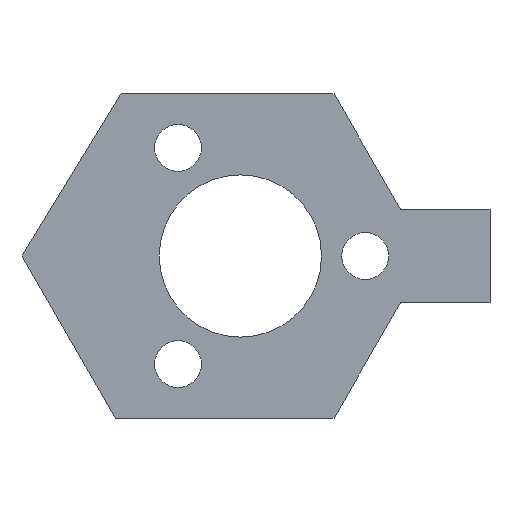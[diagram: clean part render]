
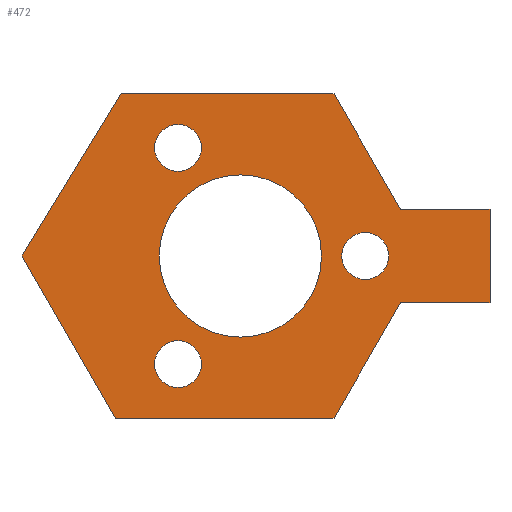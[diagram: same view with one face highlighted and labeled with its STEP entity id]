
A CAD part, front view. The second image highlights one B-rep face of the part: STEP entity #472.
In plain terms, the highlighted planar face has unit normal (0, -1, 0).
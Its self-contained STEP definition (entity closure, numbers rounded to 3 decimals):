
#20=FACE_BOUND('',#95,.T.);
#21=FACE_BOUND('',#96,.T.);
#22=FACE_BOUND('',#97,.T.);
#23=FACE_BOUND('',#98,.T.);
#43=PLANE('',#523);
#66=FACE_OUTER_BOUND('',#94,.T.);
#94=EDGE_LOOP('',(#431,#432,#433,#434,#435,#436,#437,#438,#439));
#95=EDGE_LOOP('',(#440));
#96=EDGE_LOOP('',(#441));
#97=EDGE_LOOP('',(#442));
#98=EDGE_LOOP('',(#443));
#116=LINE('',#713,#166);
#119=LINE('',#718,#169);
#128=LINE('',#737,#178);
#132=LINE('',#745,#182);
#135=LINE('',#750,#185);
#139=LINE('',#762,#189);
#142=LINE('',#767,#192);
#146=LINE('',#774,#196);
#147=LINE('',#776,#197);
#166=VECTOR('',#583,10.);
#169=VECTOR('',#588,10.);
#178=VECTOR('',#605,10.);
#182=VECTOR('',#611,10.);
#185=VECTOR('',#616,10.);
#189=VECTOR('',#630,10.);
#192=VECTOR('',#635,10.);
#196=VECTOR('',#641,10.);
#197=VECTOR('',#644,10.);
#199=CIRCLE('',#488,0.75);
#201=CIRCLE('',#491,0.75);
#203=CIRCLE('',#494,0.75);
#208=CIRCLE('',#516,2.6);
#210=VERTEX_POINT('',#652);
#212=VERTEX_POINT('',#658);
#214=VERTEX_POINT('',#664);
#233=VERTEX_POINT('',#711);
#234=VERTEX_POINT('',#712);
#235=VERTEX_POINT('',#717);
#240=VERTEX_POINT('',#735);
#241=VERTEX_POINT('',#736);
#244=VERTEX_POINT('',#744);
#245=VERTEX_POINT('',#749);
#246=VERTEX_POINT('',#755);
#248=VERTEX_POINT('',#761);
#251=VERTEX_POINT('',#772);
#252=EDGE_CURVE('',#210,#210,#199,.T.);
#255=EDGE_CURVE('',#212,#212,#201,.T.);
#258=EDGE_CURVE('',#214,#214,#203,.T.);
#281=EDGE_CURVE('',#233,#234,#116,.T.);
#284=EDGE_CURVE('',#235,#233,#119,.T.);
#293=EDGE_CURVE('',#240,#241,#128,.T.);
#297=EDGE_CURVE('',#244,#241,#132,.T.);
#300=EDGE_CURVE('',#245,#240,#135,.T.);
#303=EDGE_CURVE('',#246,#246,#208,.T.);
#306=EDGE_CURVE('',#248,#235,#139,.T.);
#309=EDGE_CURVE('',#245,#248,#142,.T.);
#313=EDGE_CURVE('',#251,#244,#146,.T.);
#314=EDGE_CURVE('',#251,#234,#147,.T.);
#431=ORIENTED_EDGE('',*,*,#306,.F.);
#432=ORIENTED_EDGE('',*,*,#309,.F.);
#433=ORIENTED_EDGE('',*,*,#300,.T.);
#434=ORIENTED_EDGE('',*,*,#293,.T.);
#435=ORIENTED_EDGE('',*,*,#297,.F.);
#436=ORIENTED_EDGE('',*,*,#313,.F.);
#437=ORIENTED_EDGE('',*,*,#314,.T.);
#438=ORIENTED_EDGE('',*,*,#281,.F.);
#439=ORIENTED_EDGE('',*,*,#284,.F.);
#440=ORIENTED_EDGE('',*,*,#252,.T.);
#441=ORIENTED_EDGE('',*,*,#255,.T.);
#442=ORIENTED_EDGE('',*,*,#258,.T.);
#443=ORIENTED_EDGE('',*,*,#303,.T.);
#472=ADVANCED_FACE('',(#66,#20,#21,#22,#23),#43,.F.);
#488=AXIS2_PLACEMENT_3D('',#653,#528,#529);
#491=AXIS2_PLACEMENT_3D('',#659,#535,#536);
#494=AXIS2_PLACEMENT_3D('',#665,#542,#543);
#516=AXIS2_PLACEMENT_3D('',#756,#623,#624);
#523=AXIS2_PLACEMENT_3D('',#779,#648,#649);
#528=DIRECTION('center_axis',(0.,1.,0.));
#529=DIRECTION('ref_axis',(-1.,0.,0.));
#535=DIRECTION('center_axis',(0.,1.,0.));
#536=DIRECTION('ref_axis',(-1.,0.,0.));
#542=DIRECTION('center_axis',(0.,1.,0.));
#543=DIRECTION('ref_axis',(-1.,0.,0.));
#583=DIRECTION('',(0.522,0.,0.853));
#588=DIRECTION('',(-0.5,0.,0.866));
#605=DIRECTION('',(0.,0.,1.));
#611=DIRECTION('',(1.,0.,0.));
#616=DIRECTION('',(1.,0.,0.));
#623=DIRECTION('center_axis',(0.,1.,0.));
#624=DIRECTION('ref_axis',(1.,0.,0.));
#630=DIRECTION('',(-1.,0.,0.));
#635=DIRECTION('',(-0.5,0.,-0.866));
#641=DIRECTION('',(0.5,0.,-0.866));
#644=DIRECTION('',(-1.,0.,0.));
#648=DIRECTION('center_axis',(0.,1.,0.));
#649=DIRECTION('ref_axis',(1.,0.,0.));
#652=CARTESIAN_POINT('',(4.75,0.,0.));
#653=CARTESIAN_POINT('Origin',(4.,0.,0.));
#658=CARTESIAN_POINT('',(-1.25,0.,3.464));
#659=CARTESIAN_POINT('Origin',(-2.,0.,3.464));
#664=CARTESIAN_POINT('',(-1.25,0.,-3.464));
#665=CARTESIAN_POINT('Origin',(-2.,0.,-3.464));
#711=CARTESIAN_POINT('',(-7.,0.,0.));
#712=CARTESIAN_POINT('',(-3.822,0.,5.196));
#713=CARTESIAN_POINT('',(-7.,0.,0.));
#717=CARTESIAN_POINT('',(-4.,0.,-5.196));
#718=CARTESIAN_POINT('',(-4.,0.,-5.196));
#735=CARTESIAN_POINT('',(8.,0.,-1.5));
#736=CARTESIAN_POINT('',(8.,0.,1.5));
#737=CARTESIAN_POINT('',(8.,0.,-1.5));
#744=CARTESIAN_POINT('',(5.134,0.,1.5));
#745=CARTESIAN_POINT('',(5.,0.,1.5));
#749=CARTESIAN_POINT('',(5.134,0.,-1.5));
#750=CARTESIAN_POINT('',(5.,0.,-1.5));
#755=CARTESIAN_POINT('',(-2.6,0.,0.));
#756=CARTESIAN_POINT('Origin',(0.,0.,0.));
#761=CARTESIAN_POINT('',(3.,0.,-5.196));
#762=CARTESIAN_POINT('',(3.,0.,-5.196));
#767=CARTESIAN_POINT('',(6.,0.,0.));
#772=CARTESIAN_POINT('',(3.,0.,5.196));
#774=CARTESIAN_POINT('',(3.,0.,5.196));
#776=CARTESIAN_POINT('',(-3.,0.,5.196));
#779=CARTESIAN_POINT('Origin',(0.,0.,0.));
